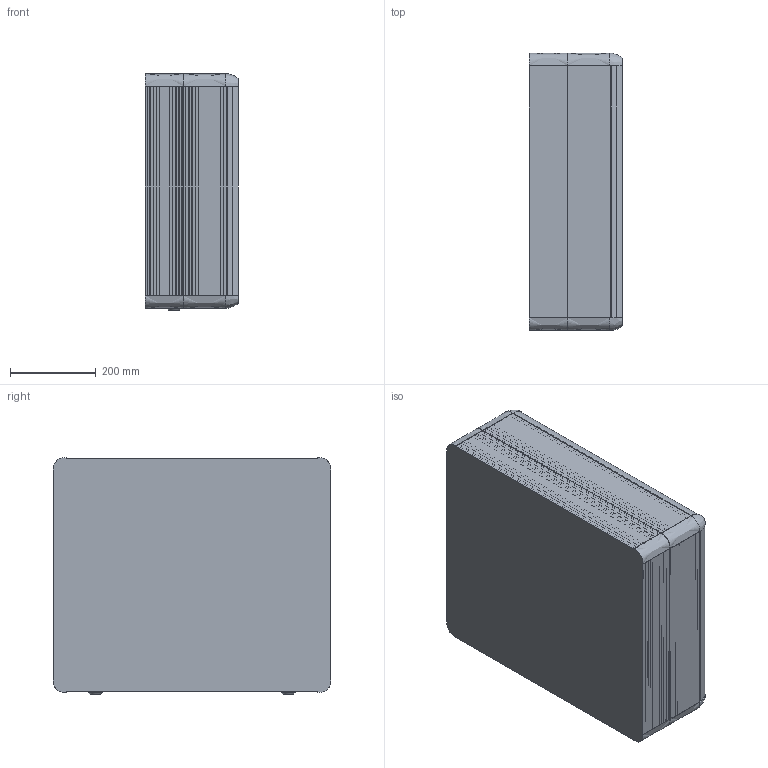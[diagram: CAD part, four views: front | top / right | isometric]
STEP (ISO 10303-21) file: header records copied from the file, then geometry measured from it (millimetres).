
FILE_DESCRIPTION (( 'STEP AP214' ), '1' );
FILE_NAME ('ECO.1290.0015(500x600)_REV1.STEP', '2024-08-15T18:58:42', ( '' ), ( '' ), 'SwSTEP 2.0', 'SolidWorks 2023', '' );
FILE_SCHEMA (( 'AUTOMOTIVE_DESIGN' ));
Length unit declared in the file: inch
Products named in the file (1): ECO.1290.0015(500x600)_REV1
Bounding box: 217.8 x 647.48 x 551.99 mm (x, y, z)
Volume: 4366369.7 mm3; surface area: 3055433.6 mm2
Topology: 28 solids, 28 shells, 2467 faces, 6999 edges, 4602 vertices
Faces by surface type: plane 1295, cylinder 939, bspline 122, cone 111
Full cylindrical faces by diameter (mm): 4.9 x2, 5 x2, 5.021 x1, 5.04 x1, 5.048 x1, 5.06 x1, 5.2 x4, 6 x4, 6.008 x1, 6.02 x2, 6.045 x1, 7 x8, 9.5 x4, 9.7 x2, 9.8 x2, 10 x2, 12.14 x2, 12.9 x2, 12.96 x2, 13.5 x2, 14.8 x2, 15.85 x2, 16 x2, 31.5 x2, 71 x1
Entity records: 85276 total; most frequent: CARTESIAN_POINT 21583, ORIENTED_EDGE 13542, DIRECTION 12856, EDGE_CURVE 6771, VERTEX_POINT 4527, VECTOR 4364, LINE 4364, AXIS2_PLACEMENT_3D 4246
